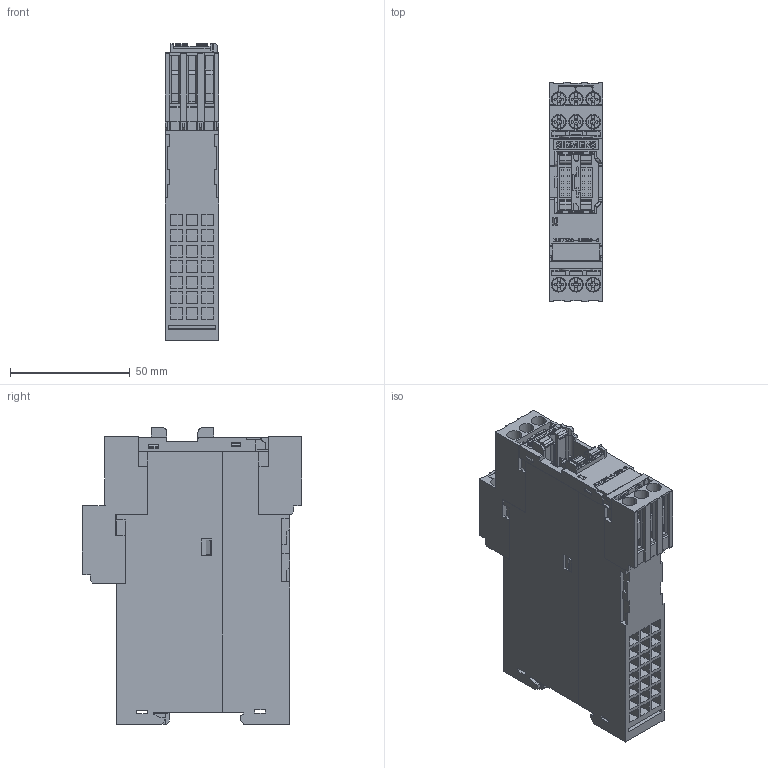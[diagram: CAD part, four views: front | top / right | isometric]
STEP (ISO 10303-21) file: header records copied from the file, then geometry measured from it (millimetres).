
FILE_DESCRIPTION(('STEP AP214'),'1');
FILE_NAME('cctmp_FC40D2A1-4748-4FAC-A88C-4254CFED4F2C_2023_07_21_14_53_43_0631..stp','2023-07-21T12:53:45',('SIEMENS A&D'),('CADClick - www.CADClick.com'),'Spatial InterOp 3D postprocessed',' ','unknown authorization');
FILE_SCHEMA(('AUTOMOTIVE_DESIGN'));
Length unit declared in the file: millimetre
Products named in the file (1): 2023_07_21_14_53_43_0553
Bounding box: 22.5 x 91.9 x 124 mm (x, y, z)
Volume: 172607.1 mm3; surface area: 58571.5 mm2
Topology: 1 solids, 2 shells, 2186 faces, 6188 edges, 4098 vertices
Faces by surface type: plane 1888, cylinder 236, cone 54, torus 8
Entity records: 76783 total; most frequent: CARTESIAN_POINT 12863, ORIENTED_EDGE 12360, DIRECTION 11136, EDGE_CURVE 6180, LINE 5426, VECTOR 5426, VERTEX_POINT 4098, AXIS2_PLACEMENT_3D 2855
